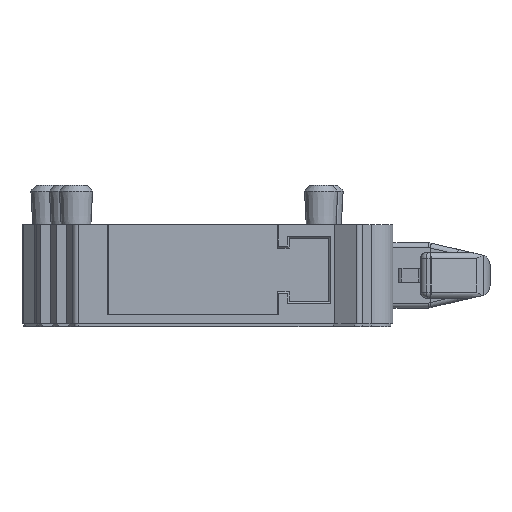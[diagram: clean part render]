
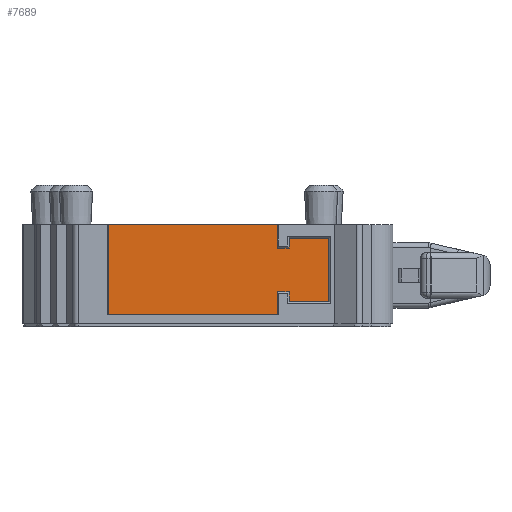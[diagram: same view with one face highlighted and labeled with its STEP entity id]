
A CAD part, front view. The second image highlights one B-rep face of the part: STEP entity #7689.
In plain terms, the highlighted planar face has unit normal (0, -1, 0).
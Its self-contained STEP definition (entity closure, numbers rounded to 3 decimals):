
#39 = EDGE_CURVE ( 'NONE', #6883, #2611, #7557, .T. ) ;
#94 = CARTESIAN_POINT ( 'NONE',  ( -80.251, -3.26, 28.417 ) ) ;
#227 = DIRECTION ( 'NONE',  ( 0., 0., -1. ) ) ;
#230 = LINE ( 'NONE', #997, #3781 ) ;
#423 = PLANE ( 'NONE',  #6219 ) ;
#609 = ORIENTED_EDGE ( 'NONE', *, *, #3037, .T. ) ;
#659 = CARTESIAN_POINT ( 'NONE',  ( -82.848, -3.26, 27.742 ) ) ;
#688 = EDGE_CURVE ( 'NONE', #6860, #1424, #9417, .T. ) ;
#757 = DIRECTION ( 'NONE',  ( 0., 0., -1. ) ) ;
#764 = ORIENTED_EDGE ( 'NONE', *, *, #3055, .T. ) ;
#841 = ORIENTED_EDGE ( 'NONE', *, *, #851, .F. ) ;
#851 = EDGE_CURVE ( 'NONE', #2016, #5403, #7402, .T. ) ;
#856 = CARTESIAN_POINT ( 'NONE',  ( -82.251, -3.26, 31.317 ) ) ;
#876 = VECTOR ( 'NONE', #6935, 1000. ) ;
#902 = CARTESIAN_POINT ( 'NONE',  ( -80.037, -3.26, 32.292 ) ) ;
#997 = CARTESIAN_POINT ( 'NONE',  ( -81.951, -3.26, 28.417 ) ) ;
#1007 = DIRECTION ( 'NONE',  ( -1., 0., 0. ) ) ;
#1025 = VECTOR ( 'NONE', #6407, 1000. ) ;
#1083 = CARTESIAN_POINT ( 'NONE',  ( -91.375, -3.26, 32.292 ) ) ;
#1424 = VERTEX_POINT ( 'NONE', #1682 ) ;
#1526 = ORIENTED_EDGE ( 'NONE', *, *, #688, .F. ) ;
#1610 = EDGE_CURVE ( 'NONE', #9897, #5373, #230, .T. ) ;
#1682 = CARTESIAN_POINT ( 'NONE',  ( -82.848, -3.26, 27.742 ) ) ;
#2016 = VERTEX_POINT ( 'NONE', #3436 ) ;
#2087 = EDGE_CURVE ( 'NONE', #2016, #1424, #10132, .T. ) ;
#2294 = CARTESIAN_POINT ( 'NONE',  ( -82.251, -3.26, 31.617 ) ) ;
#2318 = VERTEX_POINT ( 'NONE', #2436 ) ;
#2362 = LINE ( 'NONE', #856, #9937 ) ;
#2436 = CARTESIAN_POINT ( 'NONE',  ( -80.251, -3.26, 31.617 ) ) ;
#2478 = CARTESIAN_POINT ( 'NONE',  ( -80.251, -3.26, 31.317 ) ) ;
#2526 = ORIENTED_EDGE ( 'NONE', *, *, #1610, .T. ) ;
#2596 = DIRECTION ( 'NONE',  ( 1., 0., 0. ) ) ;
#2611 = VERTEX_POINT ( 'NONE', #9128 ) ;
#2665 = CARTESIAN_POINT ( 'NONE',  ( -82.251, -3.26, 31.317 ) ) ;
#2855 = DIRECTION ( 'NONE',  ( 0., -1., 0. ) ) ;
#2951 = DIRECTION ( 'NONE',  ( 0., 0., 1. ) ) ;
#3037 = EDGE_CURVE ( 'NONE', #5373, #2318, #8126, .T. ) ;
#3055 = EDGE_CURVE ( 'NONE', #6860, #6202, #3881, .T. ) ;
#3087 = CARTESIAN_POINT ( 'NONE',  ( -82.848, -3.26, 32.292 ) ) ;
#3089 = LINE ( 'NONE', #902, #1025 ) ;
#3282 = ORIENTED_EDGE ( 'NONE', *, *, #9562, .T. ) ;
#3393 = ORIENTED_EDGE ( 'NONE', *, *, #5417, .T. ) ;
#3436 = CARTESIAN_POINT ( 'NONE',  ( -91.375, -3.26, 27.742 ) ) ;
#3444 = LINE ( 'NONE', #2665, #7415 ) ;
#3662 = CARTESIAN_POINT ( 'NONE',  ( -91.375, -3.26, 27.742 ) ) ;
#3781 = VECTOR ( 'NONE', #2596, 1000. ) ;
#3799 = CARTESIAN_POINT ( 'NONE',  ( -82.251, -3.26, 31.117 ) ) ;
#3828 = VECTOR ( 'NONE', #4605, 1000. ) ;
#3881 = LINE ( 'NONE', #8158, #7988 ) ;
#4191 = VERTEX_POINT ( 'NONE', #2294 ) ;
#4416 = ORIENTED_EDGE ( 'NONE', *, *, #39, .T. ) ;
#4428 = VECTOR ( 'NONE', #2951, 1000. ) ;
#4605 = DIRECTION ( 'NONE',  ( 0., 0., -1. ) ) ;
#4606 = DIRECTION ( 'NONE',  ( 1., 0., 0. ) ) ;
#4645 = ORIENTED_EDGE ( 'NONE', *, *, #2087, .T. ) ;
#4861 = DIRECTION ( 'NONE',  ( -1., 0., 0. ) ) ;
#5253 = EDGE_CURVE ( 'NONE', #9502, #2611, #7440, .T. ) ;
#5289 = EDGE_LOOP ( 'NONE', ( #841, #4645, #1526, #764, #7121, #2526, #609, #3393, #10146, #4416, #5639, #3282 ) ) ;
#5373 = VERTEX_POINT ( 'NONE', #94 ) ;
#5403 = VERTEX_POINT ( 'NONE', #1083 ) ;
#5417 = EDGE_CURVE ( 'NONE', #2318, #4191, #9058, .T. ) ;
#5639 = ORIENTED_EDGE ( 'NONE', *, *, #5253, .F. ) ;
#6202 = VERTEX_POINT ( 'NONE', #6413 ) ;
#6219 = AXIS2_PLACEMENT_3D ( 'NONE', #9831, #2855, #4606 ) ;
#6407 = DIRECTION ( 'NONE',  ( -1., 0., 0. ) ) ;
#6413 = CARTESIAN_POINT ( 'NONE',  ( -82.251, -3.26, 28.917 ) ) ;
#6608 = EDGE_CURVE ( 'NONE', #4191, #6883, #3444, .T. ) ;
#6681 = CARTESIAN_POINT ( 'NONE',  ( -82.251, -3.26, 28.417 ) ) ;
#6860 = VERTEX_POINT ( 'NONE', #9905 ) ;
#6883 = VERTEX_POINT ( 'NONE', #3799 ) ;
#6935 = DIRECTION ( 'NONE',  ( 0., 0., -1. ) ) ;
#7121 = ORIENTED_EDGE ( 'NONE', *, *, #10043, .T. ) ;
#7293 = CARTESIAN_POINT ( 'NONE',  ( -83.211, -3.26, 31.117 ) ) ;
#7402 = LINE ( 'NONE', #3662, #4428 ) ;
#7415 = VECTOR ( 'NONE', #227, 1000. ) ;
#7440 = LINE ( 'NONE', #659, #3828 ) ;
#7557 = LINE ( 'NONE', #7293, #9548 ) ;
#7568 = VECTOR ( 'NONE', #1007, 1000. ) ;
#7653 = CARTESIAN_POINT ( 'NONE',  ( -82.848, -3.26, 27.742 ) ) ;
#7689 = ADVANCED_FACE ( 'NONE', ( #9847 ), #423, .T. ) ;
#7988 = VECTOR ( 'NONE', #9901, 1000. ) ;
#8126 = LINE ( 'NONE', #2478, #10121 ) ;
#8158 = CARTESIAN_POINT ( 'NONE',  ( -83.211, -3.26, 28.917 ) ) ;
#8985 = CARTESIAN_POINT ( 'NONE',  ( -81.951, -3.26, 31.617 ) ) ;
#9058 = LINE ( 'NONE', #8985, #7568 ) ;
#9101 = DIRECTION ( 'NONE',  ( 0., 0., 1. ) ) ;
#9128 = CARTESIAN_POINT ( 'NONE',  ( -82.848, -3.26, 31.117 ) ) ;
#9217 = DIRECTION ( 'NONE',  ( 1., 0., 0. ) ) ;
#9417 = LINE ( 'NONE', #7653, #876 ) ;
#9502 = VERTEX_POINT ( 'NONE', #3087 ) ;
#9548 = VECTOR ( 'NONE', #4861, 1000. ) ;
#9562 = EDGE_CURVE ( 'NONE', #9502, #5403, #3089, .T. ) ;
#9831 = CARTESIAN_POINT ( 'NONE',  ( -80.037, -3.26, 71.715 ) ) ;
#9847 = FACE_OUTER_BOUND ( 'NONE', #5289, .T. ) ;
#9881 = VECTOR ( 'NONE', #9217, 1000. ) ;
#9897 = VERTEX_POINT ( 'NONE', #6681 ) ;
#9901 = DIRECTION ( 'NONE',  ( 1., 0., 0. ) ) ;
#9905 = CARTESIAN_POINT ( 'NONE',  ( -82.848, -3.26, 28.917 ) ) ;
#9937 = VECTOR ( 'NONE', #757, 1000. ) ;
#10043 = EDGE_CURVE ( 'NONE', #6202, #9897, #2362, .T. ) ;
#10110 = CARTESIAN_POINT ( 'NONE',  ( -90.711, -3.26, 27.742 ) ) ;
#10121 = VECTOR ( 'NONE', #9101, 1000. ) ;
#10132 = LINE ( 'NONE', #10110, #9881 ) ;
#10146 = ORIENTED_EDGE ( 'NONE', *, *, #6608, .T. ) ;
